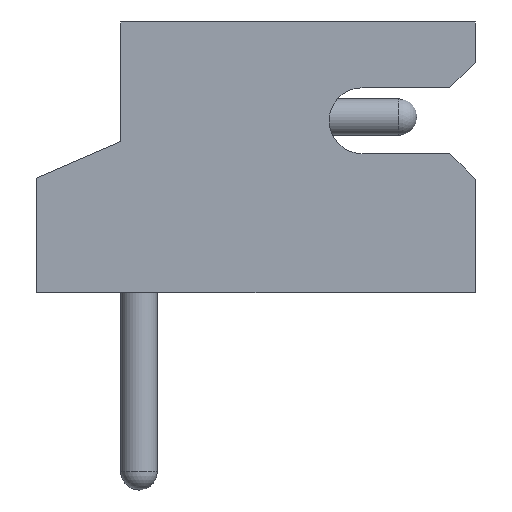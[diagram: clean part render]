
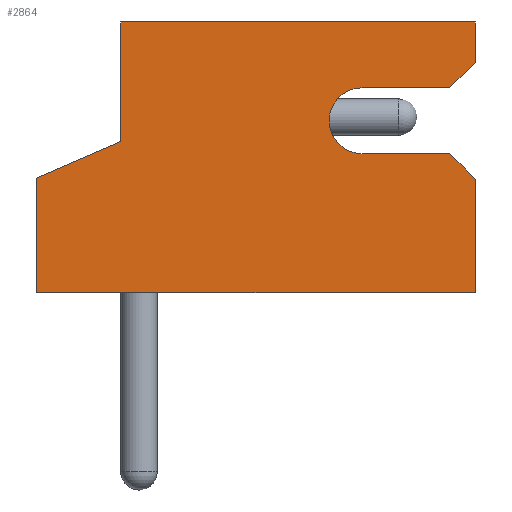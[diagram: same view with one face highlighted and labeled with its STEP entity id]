
A CAD part, front view. The second image highlights one B-rep face of the part: STEP entity #2864.
In plain terms, the highlighted planar face has unit normal (0, -1, 0).
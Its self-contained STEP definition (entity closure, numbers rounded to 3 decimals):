
#117=PLANE('',#3142);
#290=FACE_OUTER_BOUND('',#447,.T.);
#447=EDGE_LOOP('',(#2560,#2561,#2562,#2563,#2564,#2565,#2566,#2567,#2568,
#2569,#2570,#2571));
#581=LINE('',#4435,#872);
#588=LINE('',#4446,#879);
#671=LINE('',#4612,#962);
#683=LINE('',#4636,#974);
#687=LINE('',#4644,#978);
#689=LINE('',#4647,#980);
#727=LINE('',#4730,#1018);
#735=LINE('',#4743,#1026);
#741=LINE('',#4757,#1032);
#744=LINE('',#4763,#1035);
#746=LINE('',#4769,#1037);
#872=VECTOR('',#3635,10.);
#879=VECTOR('',#3648,10.);
#962=VECTOR('',#3803,10.);
#974=VECTOR('',#3817,10.);
#978=VECTOR('',#3825,10.);
#980=VECTOR('',#3829,10.);
#1018=VECTOR('',#3899,10.);
#1026=VECTOR('',#3913,10.);
#1032=VECTOR('',#3923,10.);
#1035=VECTOR('',#3928,10.);
#1037=VECTOR('',#3938,10.);
#1156=CIRCLE('',#3141,0.45);
#1330=VERTEX_POINT('',#4432);
#1331=VERTEX_POINT('',#4434);
#1332=VERTEX_POINT('',#4445);
#1378=VERTEX_POINT('',#4609);
#1379=VERTEX_POINT('',#4611);
#1390=VERTEX_POINT('',#4635);
#1392=VERTEX_POINT('',#4643);
#1420=VERTEX_POINT('',#4727);
#1421=VERTEX_POINT('',#4729);
#1428=VERTEX_POINT('',#4754);
#1429=VERTEX_POINT('',#4756);
#1431=VERTEX_POINT('',#4762);
#1658=EDGE_CURVE('',#1330,#1331,#581,.T.);
#1665=EDGE_CURVE('',#1332,#1331,#588,.T.);
#1748=EDGE_CURVE('',#1378,#1379,#671,.T.);
#1760=EDGE_CURVE('',#1390,#1332,#683,.T.);
#1764=EDGE_CURVE('',#1392,#1390,#687,.T.);
#1766=EDGE_CURVE('',#1378,#1392,#689,.T.);
#1806=EDGE_CURVE('',#1421,#1420,#727,.T.);
#1814=EDGE_CURVE('',#1330,#1421,#735,.T.);
#1820=EDGE_CURVE('',#1429,#1428,#741,.T.);
#1823=EDGE_CURVE('',#1431,#1429,#744,.T.);
#1826=EDGE_CURVE('',#1420,#1431,#1156,.T.);
#1827=EDGE_CURVE('',#1379,#1428,#746,.T.);
#2560=ORIENTED_EDGE('',*,*,#1814,.T.);
#2561=ORIENTED_EDGE('',*,*,#1806,.T.);
#2562=ORIENTED_EDGE('',*,*,#1826,.T.);
#2563=ORIENTED_EDGE('',*,*,#1823,.T.);
#2564=ORIENTED_EDGE('',*,*,#1820,.T.);
#2565=ORIENTED_EDGE('',*,*,#1827,.F.);
#2566=ORIENTED_EDGE('',*,*,#1748,.F.);
#2567=ORIENTED_EDGE('',*,*,#1766,.T.);
#2568=ORIENTED_EDGE('',*,*,#1764,.T.);
#2569=ORIENTED_EDGE('',*,*,#1760,.T.);
#2570=ORIENTED_EDGE('',*,*,#1665,.T.);
#2571=ORIENTED_EDGE('',*,*,#1658,.F.);
#2864=ADVANCED_FACE('',(#290),#117,.T.);
#3141=AXIS2_PLACEMENT_3D('',#4767,#3934,#3935);
#3142=AXIS2_PLACEMENT_3D('',#4768,#3936,#3937);
#3635=DIRECTION('',(0.,0.,-1.));
#3648=DIRECTION('',(1.,0.,0.));
#3803=DIRECTION('',(1.,0.,0.));
#3817=DIRECTION('',(0.,0.,-1.));
#3825=DIRECTION('',(-0.917,0.,-0.399));
#3829=DIRECTION('',(0.,0.,-1.));
#3899=DIRECTION('',(-1.,0.,0.));
#3913=DIRECTION('',(-0.707,0.,0.707));
#3923=DIRECTION('',(0.707,0.,0.707));
#3928=DIRECTION('',(1.,0.,0.));
#3934=DIRECTION('center_axis',(0.,1.,0.));
#3935=DIRECTION('ref_axis',(0.,0.,1.));
#3936=DIRECTION('center_axis',(0.,-1.,0.));
#3937=DIRECTION('ref_axis',(0.,0.,-1.));
#3938=DIRECTION('',(0.,0.,-1.));
#4432=CARTESIAN_POINT('',(4.6,-1.5,1.55));
#4434=CARTESIAN_POINT('',(4.6,-1.5,0.));
#4435=CARTESIAN_POINT('',(4.6,-1.5,3.7));
#4445=CARTESIAN_POINT('',(-1.4,-1.5,0.));
#4446=CARTESIAN_POINT('',(0.,-1.5,0.));
#4609=CARTESIAN_POINT('',(-0.25,-1.5,3.7));
#4611=CARTESIAN_POINT('',(4.6,-1.5,3.7));
#4612=CARTESIAN_POINT('',(0.,-1.5,3.7));
#4635=CARTESIAN_POINT('',(-1.4,-1.5,1.565));
#4636=CARTESIAN_POINT('',(-1.4,-1.5,3.7));
#4643=CARTESIAN_POINT('',(-0.25,-1.5,2.065));
#4644=CARTESIAN_POINT('',(-0.25,-1.5,2.065));
#4647=CARTESIAN_POINT('',(-0.25,-1.5,3.7));
#4727=CARTESIAN_POINT('',(3.05,-1.5,1.9));
#4729=CARTESIAN_POINT('',(4.25,-1.5,1.9));
#4730=CARTESIAN_POINT('',(2.125,-1.5,1.9));
#4743=CARTESIAN_POINT('',(2.913,-1.5,3.238));
#4754=CARTESIAN_POINT('',(4.6,-1.5,3.15));
#4756=CARTESIAN_POINT('',(4.25,-1.5,2.8));
#4757=CARTESIAN_POINT('',(3.413,-1.5,1.963));
#4762=CARTESIAN_POINT('',(3.05,-1.5,2.8));
#4763=CARTESIAN_POINT('',(1.525,-1.5,2.8));
#4767=CARTESIAN_POINT('Origin',(3.05,-1.5,2.35));
#4768=CARTESIAN_POINT('Origin',(0.,-1.5,3.7));
#4769=CARTESIAN_POINT('',(4.6,-1.5,3.7));
